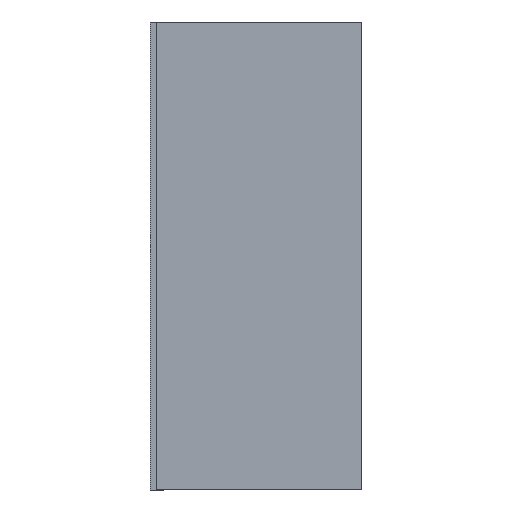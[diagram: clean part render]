
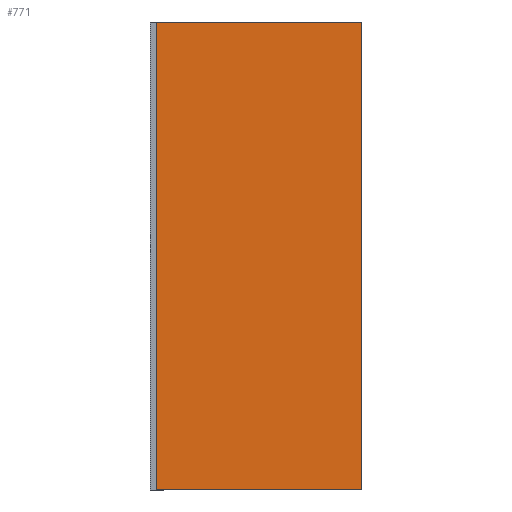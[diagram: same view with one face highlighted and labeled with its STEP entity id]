
A CAD part, left-side view. The second image highlights one B-rep face of the part: STEP entity #771.
In plain terms, the highlighted planar face has unit normal (-1, 0, 0).
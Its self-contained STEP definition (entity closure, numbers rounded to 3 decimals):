
#28 = EDGE_CURVE ( 'NONE', #1364, #1043, #731, .T. ) ;
#89 = FACE_OUTER_BOUND ( 'NONE', #922, .T. ) ;
#122 = ORIENTED_EDGE ( 'NONE', *, *, #28, .T. ) ;
#153 = VERTEX_POINT ( 'NONE', #1249 ) ;
#178 = CARTESIAN_POINT ( 'NONE',  ( 0., 0.55, 0. ) ) ;
#214 = AXIS2_PLACEMENT_3D ( 'NONE', #178, #929, #283 ) ;
#250 = LINE ( 'NONE', #1258, #1383 ) ;
#283 = DIRECTION ( 'NONE',  ( 0., 0., -1. ) ) ;
#304 = CARTESIAN_POINT ( 'NONE',  ( 0., 0.55, -1.25 ) ) ;
#311 = EDGE_CURVE ( 'NONE', #667, #1364, #250, .T. ) ;
#369 = CARTESIAN_POINT ( 'NONE',  ( 0., 0., 0. ) ) ;
#456 = EDGE_CURVE ( 'NONE', #667, #153, #931, .T. ) ;
#479 = DIRECTION ( 'NONE',  ( 0., 0., -1. ) ) ;
#500 = VECTOR ( 'NONE', #817, 1000. ) ;
#641 = VECTOR ( 'NONE', #479, 1000. ) ;
#667 = VERTEX_POINT ( 'NONE', #369 ) ;
#700 = ORIENTED_EDGE ( 'NONE', *, *, #311, .T. ) ;
#731 = LINE ( 'NONE', #304, #986 ) ;
#771 = ADVANCED_FACE ( 'NONE', ( #89 ), #1147, .F. ) ;
#817 = DIRECTION ( 'NONE',  ( 0., -1., 0. ) ) ;
#818 = DIRECTION ( 'NONE',  ( 0., 1., 0. ) ) ;
#904 = CARTESIAN_POINT ( 'NONE',  ( 0., 0.55, 0. ) ) ;
#917 = CARTESIAN_POINT ( 'NONE',  ( 0., 0.55, -1.25 ) ) ;
#922 = EDGE_LOOP ( 'NONE', ( #700, #122, #1098, #1079 ) ) ;
#929 = DIRECTION ( 'NONE',  ( 1., 0., 0. ) ) ;
#931 = LINE ( 'NONE', #1131, #641 ) ;
#986 = VECTOR ( 'NONE', #1058, 1000. ) ;
#1043 = VERTEX_POINT ( 'NONE', #917 ) ;
#1058 = DIRECTION ( 'NONE',  ( 0., 0., -1. ) ) ;
#1064 = EDGE_CURVE ( 'NONE', #1043, #153, #1374, .T. ) ;
#1079 = ORIENTED_EDGE ( 'NONE', *, *, #456, .F. ) ;
#1098 = ORIENTED_EDGE ( 'NONE', *, *, #1064, .T. ) ;
#1131 = CARTESIAN_POINT ( 'NONE',  ( 0., 0., 0. ) ) ;
#1146 = CARTESIAN_POINT ( 'NONE',  ( 0., 0.55, -1.25 ) ) ;
#1147 = PLANE ( 'NONE',  #214 ) ;
#1249 = CARTESIAN_POINT ( 'NONE',  ( 0., 0., -1.25 ) ) ;
#1258 = CARTESIAN_POINT ( 'NONE',  ( 0., 0.55, 0. ) ) ;
#1364 = VERTEX_POINT ( 'NONE', #904 ) ;
#1374 = LINE ( 'NONE', #1146, #500 ) ;
#1383 = VECTOR ( 'NONE', #818, 1000. ) ;
